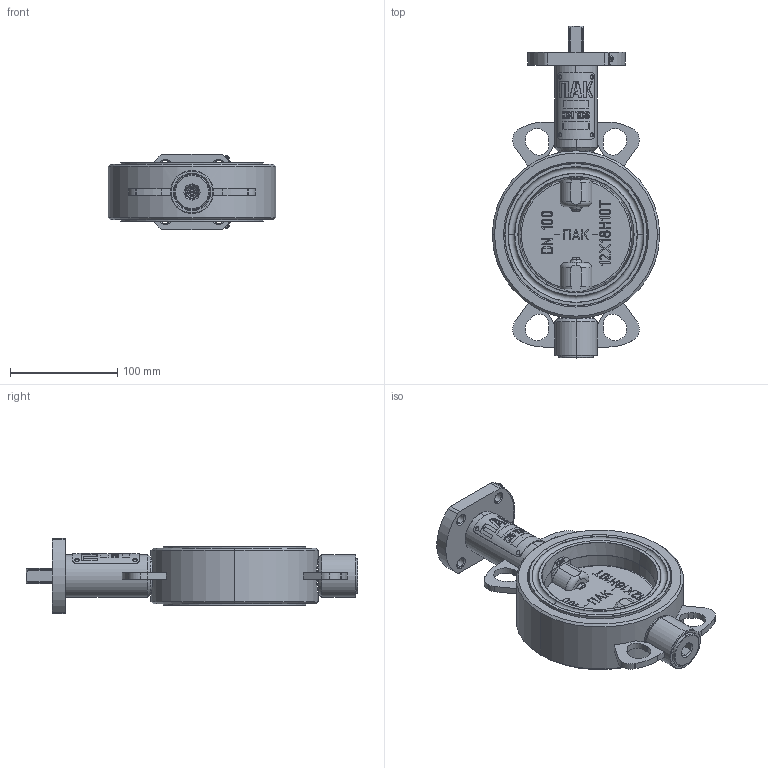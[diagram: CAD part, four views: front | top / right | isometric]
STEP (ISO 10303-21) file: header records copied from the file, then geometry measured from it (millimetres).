
FILE_DESCRIPTION (( 'STEP AP214' ), '1' );
FILE_NAME ('AP1.18.200.01.01.00.000 Ã× 3D-ìîäåëü ñèììåòðè÷íîãî çàòâîð DN100 PN10-16.STEP', '2022-05-30T06:31:01', ( '' ), ( '' ), 'SwSTEP 2.0', 'SolidWorks 2018', '' );
FILE_SCHEMA (( 'AUTOMOTIVE_DESIGN' ));
Length unit declared in the file: millimetre
Products named in the file (2): AP1.18.200.01.01.00.000 Ã×  3D-ìîäåëü ñèììåòðè÷íîãî çàòâîð DN100 PN10-16
Bounding box: 156 x 309.5 x 70 mm (x, y, z)
Surface area: 137142.9 mm2 (no closed solid volume)
Topology: 0 solids, 29 shells, 655 faces, 2655 edges, 1969 vertices
Faces by surface type: plane 232, cylinder 135, bspline 122, torus 86, cone 80
Entity records: 43119 total; most frequent: CARTESIAN_POINT 16225, ORIENTED_EDGE 3871, DIRECTION 3418, EDGE_CURVE 2655, VERTEX_POINT 1969, AXIS2_PLACEMENT_3D 1175, VECTOR 1068, LINE 1068
